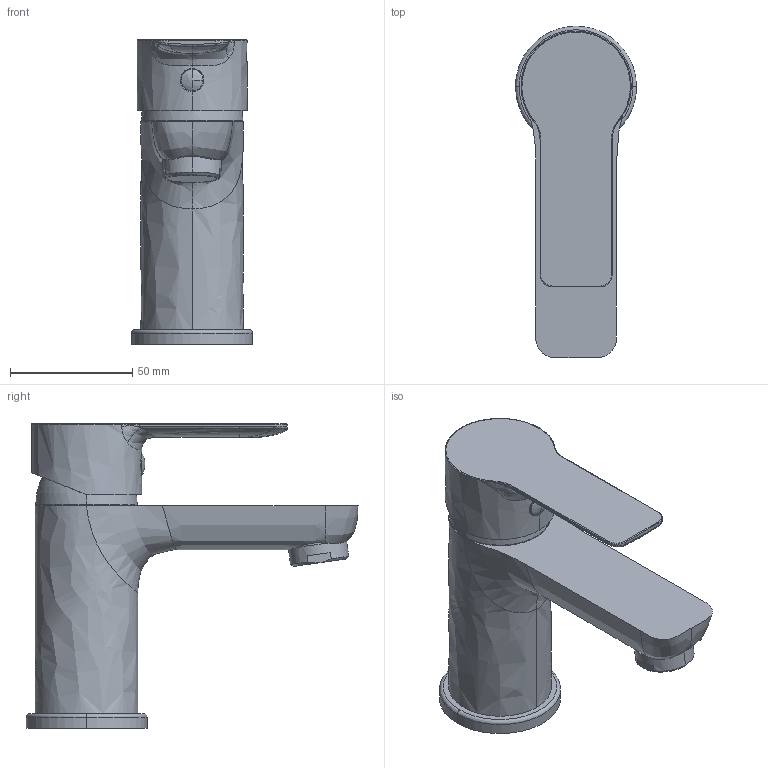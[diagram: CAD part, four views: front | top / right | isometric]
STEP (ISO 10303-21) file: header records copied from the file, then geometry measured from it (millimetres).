
FILE_DESCRIPTION(/* description */ (''),/* implementation_level */ '2;1');
FILE_NAME(/* name */ 'A11010002010_neu',/* time_stamp */ '2019-02-25T11:08:57+01:00',/* author */ (''),/* organization */ (''),/* preprocessor_version */ 'ST-DEVELOPER v15',/* originating_system */ '',/* authorisation */ '');
FILE_SCHEMA (('AUTOMOTIVE_DESIGN'));
Length unit declared in the file: millimetre
Products named in the file (1): Document
Bounding box: 49.5 x 135.75 x 124.5 mm (x, y, z)
Volume: 6141.8 mm3; surface area: 37411.5 mm2
Topology: 2 solids, 7 shells, 122 faces, 283 edges, 176 vertices
Faces by surface type: bspline 122
Entity records: 12575 total; most frequent: CARTESIAN_POINT 9146, B_SPLINE_CURVE_WITH_KNOTS 574, ORIENTED_EDGE 542, PCURVE 542, DEFINITIONAL_REPRESENTATION 542, SURFACE_CURVE 280, EDGE_CURVE 280, VERTEX_POINT 176
